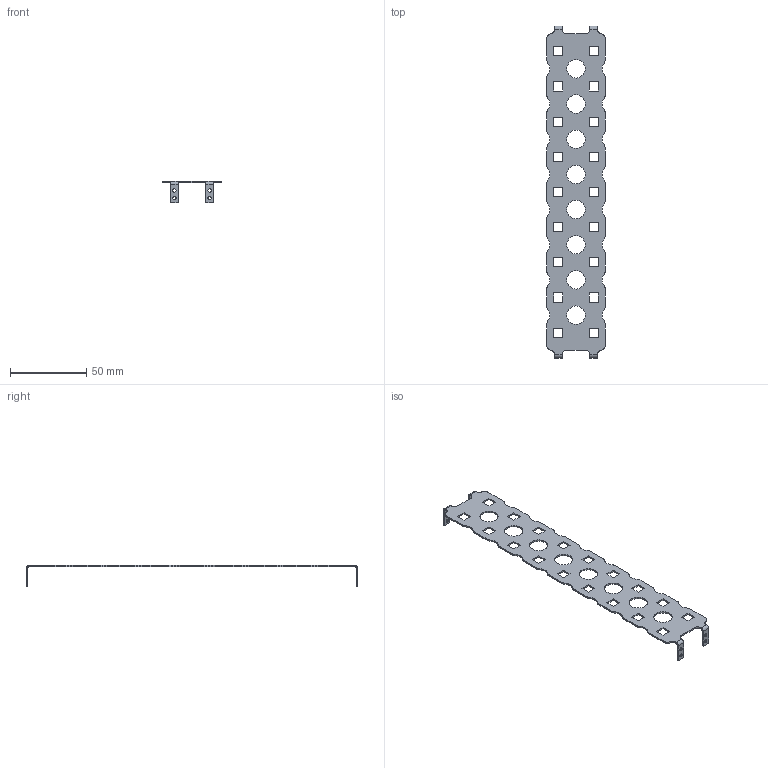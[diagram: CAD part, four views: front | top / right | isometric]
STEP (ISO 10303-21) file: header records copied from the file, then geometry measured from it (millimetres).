
FILE_DESCRIPTION(/* description */ (''),/* implementation_level */ '2;1');
FILE_NAME(/* name */ 'upper basic collector.step',/* time_stamp */ '2025-08-04T06:47:39-07:00',/* author */ (''),/* organization */ (''),/* preprocessor_version */ 'ST-DEVELOPER v20.1',/* originating_system */ 'Autodesk Translation Framework v14.10.0.0',/* authorisation */ '');
FILE_SCHEMA (('AUTOMOTIVE_DESIGN { 1 0 10303 214 3 1 1 }'));
Length unit declared in the file: millimetre
Products named in the file (1): upper basic collector
Bounding box: 38 x 217 x 14 mm (x, y, z)
Volume: 6433.7 mm3; surface area: 14284.8 mm2
Topology: 1 solids, 1 shells, 210 faces, 592 edges, 384 vertices
Faces by surface type: plane 126, cylinder 84
Full cylindrical faces by diameter (mm): 2.2 x8, 12 x8
Entity records: 6937 total; most frequent: CARTESIAN_POINT 1187, ORIENTED_EDGE 1184, DIRECTION 1182, EDGE_CURVE 592, LINE 424, VECTOR 424, VERTEX_POINT 384, AXIS2_PLACEMENT_3D 379
